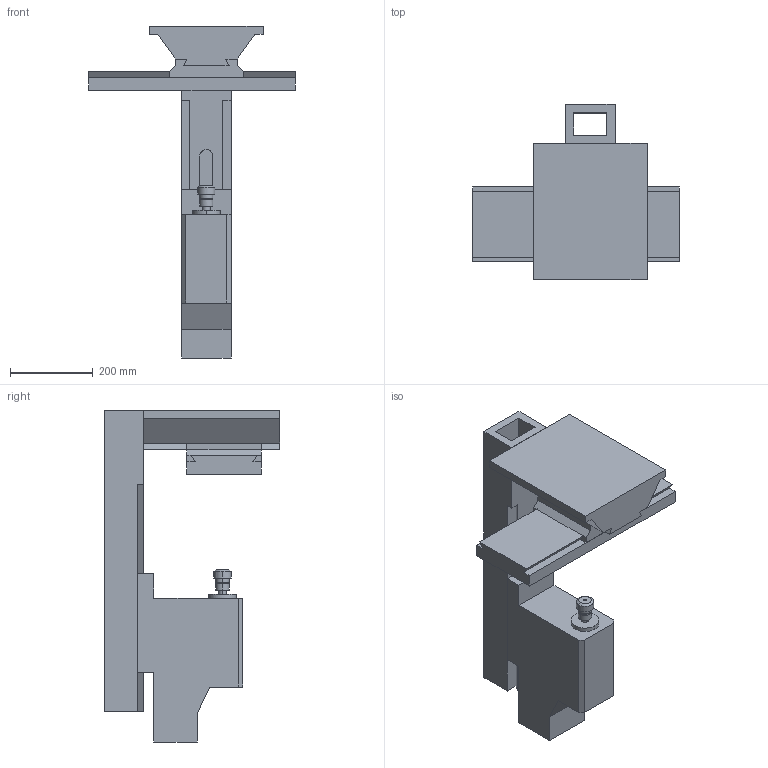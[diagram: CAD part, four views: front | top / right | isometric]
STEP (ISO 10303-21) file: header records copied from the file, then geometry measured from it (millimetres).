
FILE_DESCRIPTION (( 'STEP AP214' ), '1' );
FILE_NAME ('BF20VARIO_IGS.STEP', '2019-10-17T15:54:42', ( '' ), ( '' ), 'SwSTEP 2.0', 'SolidWorks 2018', '' );
FILE_SCHEMA (( 'AUTOMOTIVE_DESIGN' ));
Length unit declared in the file: millimetre
Products named in the file (8): BF20VARIO_IGS; unitate_frezare.IGS; coloana.IGS; BF20VARIO_IGS.IGS; sanie.IGS; talpa.IGS; ER25.IGS; masa_lucru.IGS
Assembly tree (7 placements, depth 3):
  BF20VARIO_IGS
    BF20VARIO_IGS.IGS
      talpa.IGS
      sanie.IGS
      masa_lucru.IGS
      coloana.IGS
      unitate_frezare.IGS
      ER25.IGS
Bounding box: 500 x 425 x 804.63 mm (x, y, z)
Volume: 23033876.3 mm3; surface area: 1548945.6 mm2
Topology: 6 solids, 6 shells, 145 faces, 358 edges, 236 vertices
Faces by surface type: bspline 145
Entity records: 4973 total; most frequent: CARTESIAN_POINT 2243, ORIENTED_EDGE 716, EDGE_CURVE 358, B_SPLINE_CURVE_WITH_KNOTS 330, VERTEX_POINT 236, EDGE_LOOP 160, FACE_OUTER_BOUND 145, ADVANCED_FACE 145
